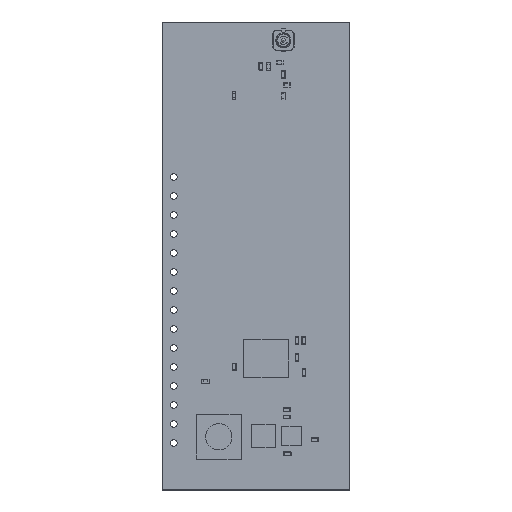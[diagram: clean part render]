
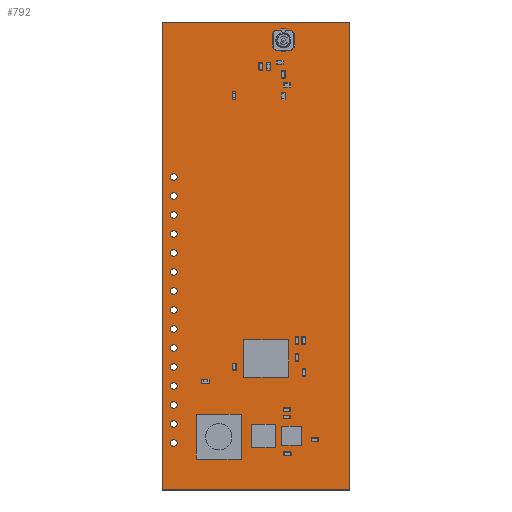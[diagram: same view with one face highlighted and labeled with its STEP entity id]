
A CAD part, top view. The second image highlights one B-rep face of the part: STEP entity #792.
In plain terms, the highlighted planar face has unit normal (0, 0, 1).
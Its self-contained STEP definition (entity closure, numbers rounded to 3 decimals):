
#123 = VERTEX_POINT('',#124);
#124 = CARTESIAN_POINT('',(0.,0.,0.));
#130 = EDGE_CURVE('',#123,#131,#133,.T.);
#131 = VERTEX_POINT('',#132);
#132 = CARTESIAN_POINT('',(25.,0.,0.));
#133 = LINE('',#134,#135);
#134 = CARTESIAN_POINT('',(0.,0.,0.));
#135 = VECTOR('',#136,1.);
#136 = DIRECTION('',(1.,0.,0.));
#161 = EDGE_CURVE('',#131,#162,#164,.T.);
#162 = VERTEX_POINT('',#163);
#163 = CARTESIAN_POINT('',(25.,62.55,0.));
#164 = LINE('',#165,#166);
#165 = CARTESIAN_POINT('',(25.,0.,0.));
#166 = VECTOR('',#167,1.);
#167 = DIRECTION('',(0.,1.,0.));
#192 = EDGE_CURVE('',#162,#193,#195,.T.);
#193 = VERTEX_POINT('',#194);
#194 = CARTESIAN_POINT('',(0.,62.55,0.));
#195 = LINE('',#196,#197);
#196 = CARTESIAN_POINT('',(25.,62.55,0.));
#197 = VECTOR('',#198,1.);
#198 = DIRECTION('',(-1.,0.,0.));
#223 = EDGE_CURVE('',#193,#123,#224,.T.);
#224 = LINE('',#225,#226);
#225 = CARTESIAN_POINT('',(0.,62.55,0.));
#226 = VECTOR('',#227,1.);
#227 = DIRECTION('',(0.,-1.,0.));
#247 = VERTEX_POINT('',#248);
#248 = CARTESIAN_POINT('',(1.95,16.43,0.));
#254 = EDGE_CURVE('',#247,#247,#255,.T.);
#255 = CIRCLE('',#256,0.45);
#256 = AXIS2_PLACEMENT_3D('',#257,#258,#259);
#257 = CARTESIAN_POINT('',(1.5,16.43,0.));
#258 = DIRECTION('',(0.,0.,1.));
#259 = DIRECTION('',(1.,0.,0.));
#280 = VERTEX_POINT('',#281);
#281 = CARTESIAN_POINT('',(1.95,8.81,0.));
#287 = EDGE_CURVE('',#280,#280,#288,.T.);
#288 = CIRCLE('',#289,0.45);
#289 = AXIS2_PLACEMENT_3D('',#290,#291,#292);
#290 = CARTESIAN_POINT('',(1.5,8.81,0.));
#291 = DIRECTION('',(0.,0.,1.));
#292 = DIRECTION('',(1.,0.,0.));
#313 = VERTEX_POINT('',#314);
#314 = CARTESIAN_POINT('',(1.95,11.35,0.));
#320 = EDGE_CURVE('',#313,#313,#321,.T.);
#321 = CIRCLE('',#322,0.45);
#322 = AXIS2_PLACEMENT_3D('',#323,#324,#325);
#323 = CARTESIAN_POINT('',(1.5,11.35,0.));
#324 = DIRECTION('',(0.,0.,1.));
#325 = DIRECTION('',(1.,0.,0.));
#346 = VERTEX_POINT('',#347);
#347 = CARTESIAN_POINT('',(1.95,36.75,0.));
#353 = EDGE_CURVE('',#346,#346,#354,.T.);
#354 = CIRCLE('',#355,0.45);
#355 = AXIS2_PLACEMENT_3D('',#356,#357,#358);
#356 = CARTESIAN_POINT('',(1.5,36.75,0.));
#357 = DIRECTION('',(0.,0.,1.));
#358 = DIRECTION('',(1.,0.,0.));
#379 = VERTEX_POINT('',#380);
#380 = CARTESIAN_POINT('',(1.95,41.83,0.));
#386 = EDGE_CURVE('',#379,#379,#387,.T.);
#387 = CIRCLE('',#388,0.45);
#388 = AXIS2_PLACEMENT_3D('',#389,#390,#391);
#389 = CARTESIAN_POINT('',(1.5,41.83,0.));
#390 = DIRECTION('',(0.,0.,1.));
#391 = DIRECTION('',(1.,0.,0.));
#412 = VERTEX_POINT('',#413);
#413 = CARTESIAN_POINT('',(1.95,24.05,0.));
#419 = EDGE_CURVE('',#412,#412,#420,.T.);
#420 = CIRCLE('',#421,0.45);
#421 = AXIS2_PLACEMENT_3D('',#422,#423,#424);
#422 = CARTESIAN_POINT('',(1.5,24.05,0.));
#423 = DIRECTION('',(0.,0.,1.));
#424 = DIRECTION('',(1.,0.,0.));
#445 = VERTEX_POINT('',#446);
#446 = CARTESIAN_POINT('',(1.95,34.21,0.));
#452 = EDGE_CURVE('',#445,#445,#453,.T.);
#453 = CIRCLE('',#454,0.45);
#454 = AXIS2_PLACEMENT_3D('',#455,#456,#457);
#455 = CARTESIAN_POINT('',(1.5,34.21,0.));
#456 = DIRECTION('',(0.,0.,1.));
#457 = DIRECTION('',(1.,0.,0.));
#478 = VERTEX_POINT('',#479);
#479 = CARTESIAN_POINT('',(1.95,18.97,0.));
#485 = EDGE_CURVE('',#478,#478,#486,.T.);
#486 = CIRCLE('',#487,0.45);
#487 = AXIS2_PLACEMENT_3D('',#488,#489,#490);
#488 = CARTESIAN_POINT('',(1.5,18.97,0.));
#489 = DIRECTION('',(0.,0.,1.));
#490 = DIRECTION('',(1.,0.,0.));
#511 = VERTEX_POINT('',#512);
#512 = CARTESIAN_POINT('',(1.95,21.51,0.));
#518 = EDGE_CURVE('',#511,#511,#519,.T.);
#519 = CIRCLE('',#520,0.45);
#520 = AXIS2_PLACEMENT_3D('',#521,#522,#523);
#521 = CARTESIAN_POINT('',(1.5,21.51,0.));
#522 = DIRECTION('',(0.,0.,1.));
#523 = DIRECTION('',(1.,0.,0.));
#544 = VERTEX_POINT('',#545);
#545 = CARTESIAN_POINT('',(1.95,6.27,0.));
#551 = EDGE_CURVE('',#544,#544,#552,.T.);
#552 = CIRCLE('',#553,0.45);
#553 = AXIS2_PLACEMENT_3D('',#554,#555,#556);
#554 = CARTESIAN_POINT('',(1.5,6.27,0.));
#555 = DIRECTION('',(0.,0.,1.));
#556 = DIRECTION('',(1.,0.,0.));
#577 = VERTEX_POINT('',#578);
#578 = CARTESIAN_POINT('',(1.95,13.89,0.));
#584 = EDGE_CURVE('',#577,#577,#585,.T.);
#585 = CIRCLE('',#586,0.45);
#586 = AXIS2_PLACEMENT_3D('',#587,#588,#589);
#587 = CARTESIAN_POINT('',(1.5,13.89,0.));
#588 = DIRECTION('',(0.,0.,1.));
#589 = DIRECTION('',(1.,0.,0.));
#610 = VERTEX_POINT('',#611);
#611 = CARTESIAN_POINT('',(1.95,31.67,0.));
#617 = EDGE_CURVE('',#610,#610,#618,.T.);
#618 = CIRCLE('',#619,0.45);
#619 = AXIS2_PLACEMENT_3D('',#620,#621,#622);
#620 = CARTESIAN_POINT('',(1.5,31.67,0.));
#621 = DIRECTION('',(0.,0.,1.));
#622 = DIRECTION('',(1.,0.,0.));
#643 = VERTEX_POINT('',#644);
#644 = CARTESIAN_POINT('',(1.95,39.29,0.));
#650 = EDGE_CURVE('',#643,#643,#651,.T.);
#651 = CIRCLE('',#652,0.45);
#652 = AXIS2_PLACEMENT_3D('',#653,#654,#655);
#653 = CARTESIAN_POINT('',(1.5,39.29,0.));
#654 = DIRECTION('',(0.,0.,1.));
#655 = DIRECTION('',(1.,0.,0.));
#676 = VERTEX_POINT('',#677);
#677 = CARTESIAN_POINT('',(1.95,26.59,0.));
#683 = EDGE_CURVE('',#676,#676,#684,.T.);
#684 = CIRCLE('',#685,0.45);
#685 = AXIS2_PLACEMENT_3D('',#686,#687,#688);
#686 = CARTESIAN_POINT('',(1.5,26.59,0.));
#687 = DIRECTION('',(0.,0.,1.));
#688 = DIRECTION('',(1.,0.,0.));
#709 = VERTEX_POINT('',#710);
#710 = CARTESIAN_POINT('',(1.95,29.13,0.));
#716 = EDGE_CURVE('',#709,#709,#717,.T.);
#717 = CIRCLE('',#718,0.45);
#718 = AXIS2_PLACEMENT_3D('',#719,#720,#721);
#719 = CARTESIAN_POINT('',(1.5,29.13,0.));
#720 = DIRECTION('',(0.,0.,1.));
#721 = DIRECTION('',(1.,0.,0.));
#792 = ADVANCED_FACE('',(#793,#799,#802,#805,#808,#811,#814,#817,#820,
    #823,#826,#829,#832,#835,#838,#841),#844,.F.);
#793 = FACE_BOUND('',#794,.T.);
#794 = EDGE_LOOP('',(#795,#796,#797,#798));
#795 = ORIENTED_EDGE('',*,*,#130,.T.);
#796 = ORIENTED_EDGE('',*,*,#161,.T.);
#797 = ORIENTED_EDGE('',*,*,#192,.T.);
#798 = ORIENTED_EDGE('',*,*,#223,.T.);
#799 = FACE_BOUND('',#800,.F.);
#800 = EDGE_LOOP('',(#801));
#801 = ORIENTED_EDGE('',*,*,#254,.T.);
#802 = FACE_BOUND('',#803,.F.);
#803 = EDGE_LOOP('',(#804));
#804 = ORIENTED_EDGE('',*,*,#287,.T.);
#805 = FACE_BOUND('',#806,.F.);
#806 = EDGE_LOOP('',(#807));
#807 = ORIENTED_EDGE('',*,*,#320,.T.);
#808 = FACE_BOUND('',#809,.F.);
#809 = EDGE_LOOP('',(#810));
#810 = ORIENTED_EDGE('',*,*,#353,.T.);
#811 = FACE_BOUND('',#812,.F.);
#812 = EDGE_LOOP('',(#813));
#813 = ORIENTED_EDGE('',*,*,#386,.T.);
#814 = FACE_BOUND('',#815,.F.);
#815 = EDGE_LOOP('',(#816));
#816 = ORIENTED_EDGE('',*,*,#419,.T.);
#817 = FACE_BOUND('',#818,.F.);
#818 = EDGE_LOOP('',(#819));
#819 = ORIENTED_EDGE('',*,*,#452,.T.);
#820 = FACE_BOUND('',#821,.F.);
#821 = EDGE_LOOP('',(#822));
#822 = ORIENTED_EDGE('',*,*,#485,.T.);
#823 = FACE_BOUND('',#824,.F.);
#824 = EDGE_LOOP('',(#825));
#825 = ORIENTED_EDGE('',*,*,#518,.T.);
#826 = FACE_BOUND('',#827,.F.);
#827 = EDGE_LOOP('',(#828));
#828 = ORIENTED_EDGE('',*,*,#551,.T.);
#829 = FACE_BOUND('',#830,.F.);
#830 = EDGE_LOOP('',(#831));
#831 = ORIENTED_EDGE('',*,*,#584,.T.);
#832 = FACE_BOUND('',#833,.F.);
#833 = EDGE_LOOP('',(#834));
#834 = ORIENTED_EDGE('',*,*,#617,.T.);
#835 = FACE_BOUND('',#836,.F.);
#836 = EDGE_LOOP('',(#837));
#837 = ORIENTED_EDGE('',*,*,#650,.T.);
#838 = FACE_BOUND('',#839,.F.);
#839 = EDGE_LOOP('',(#840));
#840 = ORIENTED_EDGE('',*,*,#683,.T.);
#841 = FACE_BOUND('',#842,.F.);
#842 = EDGE_LOOP('',(#843));
#843 = ORIENTED_EDGE('',*,*,#716,.T.);
#844 = PLANE('',#845);
#845 = AXIS2_PLACEMENT_3D('',#846,#847,#848);
#846 = CARTESIAN_POINT('',(0.,0.,0.));
#847 = DIRECTION('',(0.,0.,-1.));
#848 = DIRECTION('',(-1.,0.,0.));
